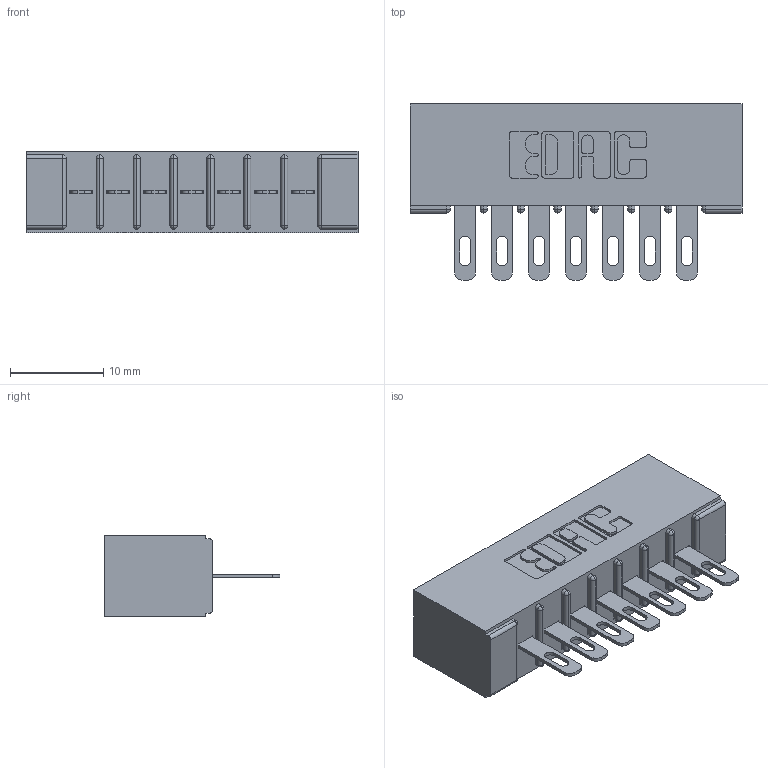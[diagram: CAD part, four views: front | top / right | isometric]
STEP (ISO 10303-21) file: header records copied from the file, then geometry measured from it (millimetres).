
FILE_DESCRIPTION (( 'STEP AP203' ), '1' );
FILE_NAME ('306-007-500-101.STEP', '2019-09-11T18:52:23', ( '' ), ( '' ), 'SwSTEP 2.0', 'SolidWorks 2016', '' );
FILE_SCHEMA (( 'CONFIG_CONTROL_DESIGN' ));
Length unit declared in the file: inch
Products named in the file (3): 306-290-001_100; 306 Part_No Mounting; 306-007-500-101
Assembly tree (8 placements, depth 2):
  306-007-500-101
    306 Part_No Mounting
    306-290-001_100  x7
Bounding box: 35.61 x 18.87 x 8.71 mm (x, y, z)
Volume: 2664.5 mm3; surface area: 3846.1 mm2
Topology: 8 solids, 8 shells, 640 faces, 1797 edges, 1158 vertices
Faces by surface type: plane 414, cylinder 198, sphere 28
Entity records: 10948 total; most frequent: CARTESIAN_POINT 1832, DIRECTION 1811, ORIENTED_EDGE 1810, EDGE_CURVE 905, VECTOR 689, LINE 689, VERTEX_POINT 582, AXIS2_PLACEMENT_3D 561
